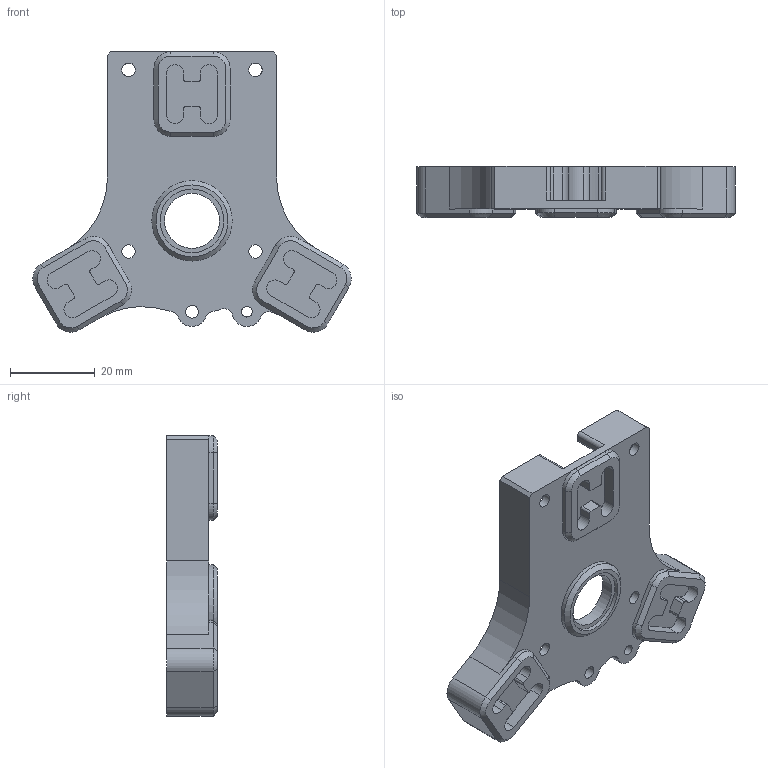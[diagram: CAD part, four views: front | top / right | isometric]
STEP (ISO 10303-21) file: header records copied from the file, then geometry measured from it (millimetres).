
FILE_DESCRIPTION(/* description */ (''),/* implementation_level */ '2;1');
FILE_NAME(/* name */ 'TC-FACE 1.4.step',/* time_stamp */ '2019-06-25T16:23:42+01:00',/* author */ (''),/* organization */ (''),/* preprocessor_version */ 'ST-DEVELOPER v18',/* originating_system */ 'Autodesk Translation Framework v8.2.0.1029',/* authorisation */ '');
FILE_SCHEMA (('AUTOMOTIVE_DESIGN { 1 0 10303 214 3 1 1 }'));
Length unit declared in the file: millimetre
Products named in the file (2): TC-FACE; TC-FACE_1
Assembly tree (1 placements, depth 2):
  TC-FACE
    TC-FACE_1
Bounding box: 75.36 x 12 x 66.33 mm (x, y, z)
Volume: 12573 mm3; surface area: 11599.9 mm2
Topology: 1 solids, 1 shells, 171 faces, 469 edges, 305 vertices
Faces by surface type: cylinder 81, plane 77, cone 13
Full cylindrical faces by diameter (mm): 2.529 x1, 3 x1, 3.2 x4, 13 x1, 15.1 x1, 19 x1
Entity records: 5557 total; most frequent: DIRECTION 1000, CARTESIAN_POINT 949, ORIENTED_EDGE 938, EDGE_CURVE 469, AXIS2_PLACEMENT_3D 356, VERTEX_POINT 305, LINE 288, VECTOR 288
